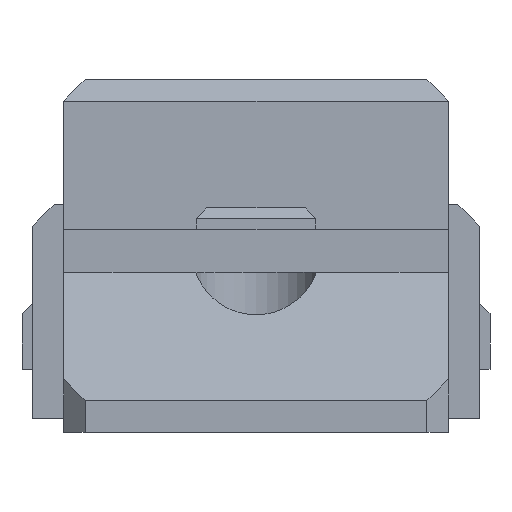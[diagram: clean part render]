
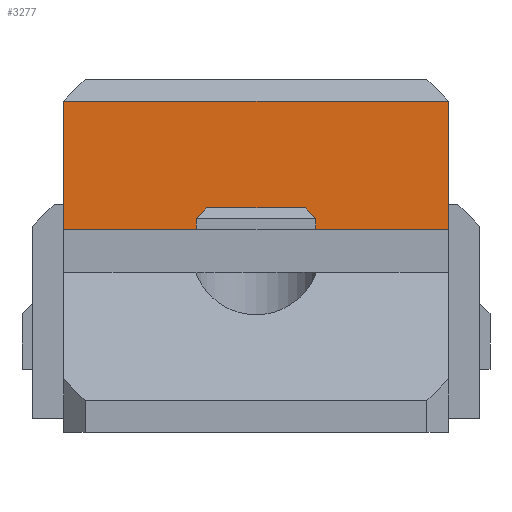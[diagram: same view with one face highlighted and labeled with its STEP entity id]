
A CAD part, front view. The second image highlights one B-rep face of the part: STEP entity #3277.
In plain terms, the highlighted planar face has unit normal (0, -1, 0).
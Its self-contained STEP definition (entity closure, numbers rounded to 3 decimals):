
#253=FACE_OUTER_BOUND('',#434,.T.);
#434=EDGE_LOOP('',(#2871,#2872,#2873,#2874,#2875,#2876,#2877,#2878,#2879,
#2880));
#648=LINE('',#4855,#1080);
#715=LINE('',#4987,#1147);
#755=LINE('',#5065,#1187);
#791=LINE('',#5138,#1223);
#794=LINE('',#5142,#1226);
#797=LINE('',#5150,#1229);
#799=LINE('',#5153,#1231);
#801=LINE('',#5155,#1233);
#815=LINE('',#5180,#1247);
#861=LINE('',#5276,#1293);
#1080=VECTOR('',#3981,10.);
#1147=VECTOR('',#4072,10.);
#1187=VECTOR('',#4136,10.);
#1223=VECTOR('',#4200,10.);
#1226=VECTOR('',#4205,10.);
#1229=VECTOR('',#4210,10.);
#1231=VECTOR('',#4214,10.);
#1233=VECTOR('',#4216,10.);
#1247=VECTOR('',#4236,10.);
#1293=VECTOR('',#4334,10.);
#1455=VERTEX_POINT('',#4852);
#1456=VERTEX_POINT('',#4854);
#1507=VERTEX_POINT('',#4983);
#1509=VERTEX_POINT('',#4986);
#1534=VERTEX_POINT('',#5062);
#1535=VERTEX_POINT('',#5064);
#1557=VERTEX_POINT('',#5135);
#1558=VERTEX_POINT('',#5137);
#1561=VERTEX_POINT('',#5147);
#1562=VERTEX_POINT('',#5149);
#1820=EDGE_CURVE('',#1455,#1456,#648,.T.);
#1887=EDGE_CURVE('',#1509,#1507,#715,.T.);
#1927=EDGE_CURVE('',#1535,#1534,#755,.T.);
#1963=EDGE_CURVE('',#1557,#1558,#791,.F.);
#1966=EDGE_CURVE('',#1509,#1557,#794,.T.);
#1969=EDGE_CURVE('',#1561,#1562,#797,.F.);
#1971=EDGE_CURVE('',#1558,#1455,#799,.T.);
#1973=EDGE_CURVE('',#1535,#1561,#801,.T.);
#1987=EDGE_CURVE('',#1456,#1534,#815,.T.);
#2033=EDGE_CURVE('',#1507,#1562,#861,.T.);
#2871=ORIENTED_EDGE('',*,*,#1987,.F.);
#2872=ORIENTED_EDGE('',*,*,#1820,.F.);
#2873=ORIENTED_EDGE('',*,*,#1971,.F.);
#2874=ORIENTED_EDGE('',*,*,#1963,.F.);
#2875=ORIENTED_EDGE('',*,*,#1966,.F.);
#2876=ORIENTED_EDGE('',*,*,#1887,.T.);
#2877=ORIENTED_EDGE('',*,*,#2033,.T.);
#2878=ORIENTED_EDGE('',*,*,#1969,.F.);
#2879=ORIENTED_EDGE('',*,*,#1973,.F.);
#2880=ORIENTED_EDGE('',*,*,#1927,.T.);
#3112=PLANE('',#3551);
#3277=ADVANCED_FACE('',(#253),#3112,.T.);
#3551=AXIS2_PLACEMENT_3D('',#5275,#4332,#4333);
#3981=DIRECTION('',(0.,0.,1.));
#4072=DIRECTION('',(1.,0.,0.));
#4136=DIRECTION('',(0.,0.,1.));
#4200=DIRECTION('',(0.707,0.,-0.707));
#4205=DIRECTION('',(0.,0.,1.));
#4210=DIRECTION('',(0.707,0.,0.707));
#4214=DIRECTION('',(-1.,0.,0.));
#4216=DIRECTION('',(-1.,0.,0.));
#4236=DIRECTION('',(1.,0.,0.));
#4332=DIRECTION('center_axis',(0.,-1.,0.));
#4333=DIRECTION('ref_axis',(1.,0.,0.));
#4334=DIRECTION('',(0.,0.,1.));
#4852=CARTESIAN_POINT('',(-2.,8.2,3.5));
#4854=CARTESIAN_POINT('',(-2.,8.2,9.5));
#4855=CARTESIAN_POINT('',(-2.,8.2,3.5));
#4983=CARTESIAN_POINT('',(9.5,8.2,1.5));
#4986=CARTESIAN_POINT('',(4.5,8.2,1.5));
#4987=CARTESIAN_POINT('',(4.5,8.2,1.5));
#5062=CARTESIAN_POINT('',(16.,8.2,9.5));
#5064=CARTESIAN_POINT('',(16.,8.2,3.5));
#5065=CARTESIAN_POINT('',(16.,8.2,3.5));
#5135=CARTESIAN_POINT('',(4.5,8.2,2.5));
#5137=CARTESIAN_POINT('',(3.5,8.2,3.5));
#5138=CARTESIAN_POINT('',(4.5,8.2,2.5));
#5142=CARTESIAN_POINT('',(4.5,8.2,1.5));
#5147=CARTESIAN_POINT('',(10.5,8.2,3.5));
#5149=CARTESIAN_POINT('',(9.5,8.2,2.5));
#5150=CARTESIAN_POINT('',(8.25,8.2,1.25));
#5153=CARTESIAN_POINT('',(2.5,8.2,3.5));
#5155=CARTESIAN_POINT('',(2.5,8.2,3.5));
#5180=CARTESIAN_POINT('',(5.75,8.2,9.5));
#5275=CARTESIAN_POINT('Origin',(4.5,8.2,1.5));
#5276=CARTESIAN_POINT('',(9.5,8.2,1.5));
